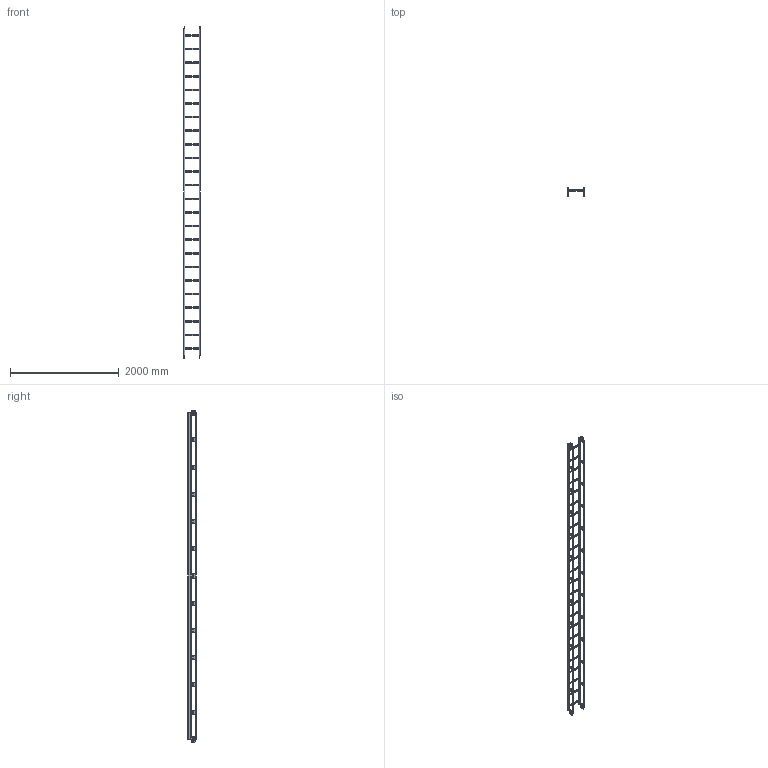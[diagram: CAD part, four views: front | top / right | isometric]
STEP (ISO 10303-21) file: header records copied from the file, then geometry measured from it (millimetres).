
FILE_DESCRIPTION (( 'STEP AP203' ), '1' );
FILE_NAME ('10-02-1570.STEP', '2013-05-02T09:28:26', ( 'asennus' ), ( '' ), 'SwSTEP 2.0', 'SolidWorks 2013', '' );
FILE_SCHEMA (( 'CONFIG_CONTROL_DESIGN' ));
Products named in the file (1): 10-02-1570
Bounding box: 304 x 152.93 x 6100 mm (x, y, z)
Volume: 3113732.9 mm3; surface area: 5706676.7 mm2
Topology: 54 solids, 54 shells, 2852 faces, 6952 edges, 4208 vertices
Faces by surface type: plane 1828, cylinder 1024
Entity records: 83319 total; most frequent: DIRECTION 14706, CARTESIAN_POINT 14013, ORIENTED_EDGE 13904, EDGE_CURVE 6952, VECTOR 4904, LINE 4904, AXIS2_PLACEMENT_3D 4901, VERTEX_POINT 4208
